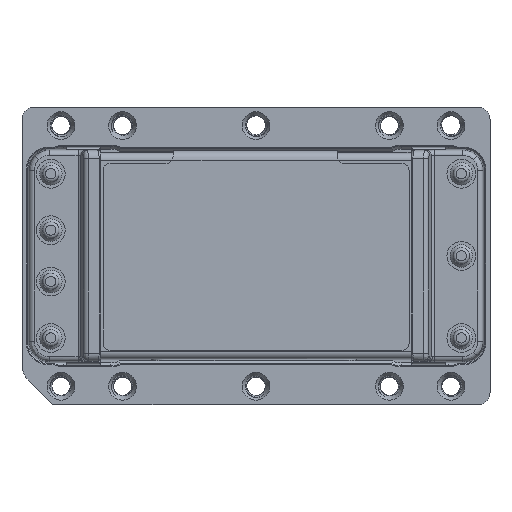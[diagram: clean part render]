
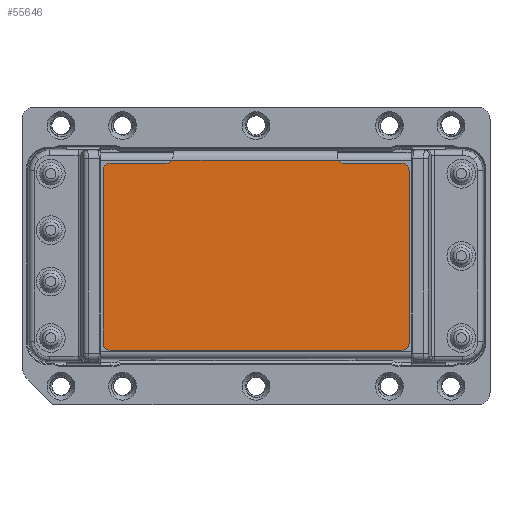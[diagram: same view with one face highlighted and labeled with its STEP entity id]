
A CAD part, top view. The second image highlights one B-rep face of the part: STEP entity #55646.
In plain terms, the highlighted planar face has unit normal (0, 0, 1).
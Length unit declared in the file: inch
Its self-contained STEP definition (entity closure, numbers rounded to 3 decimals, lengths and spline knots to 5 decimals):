
#19726 = CARTESIAN_POINT ( 'NONE',  ( -0.19352, 1.72868, -0.02891 ) ) ;
#19771 = CARTESIAN_POINT ( 'NONE',  ( -0.22852, 1.76368, -0.02891 ) ) ;
#19863 = CIRCLE ( 'NONE', #20060, 0.035 ) ;
#19939 = LINE ( 'NONE', #20138, #20136 ) ;
#20060 = AXIS2_PLACEMENT_3D ( 'NONE', #20179, #20166, #20164 ) ;
#20077 = DIRECTION ( 'NONE',  ( 0., 1., 0. ) ) ;
#20079 = VECTOR ( 'NONE', #20077, 39.37008 ) ;
#20081 = CARTESIAN_POINT ( 'NONE',  ( -0.19352, 1.72868, -0.02891 ) ) ;
#20082 = LINE ( 'NONE', #20081, #20079 ) ;
#20113 = CARTESIAN_POINT ( 'NONE',  ( -0.22852, 0.85368, -0.02891 ) ) ;
#20135 = DIRECTION ( 'NONE',  ( 0., -1., 0. ) ) ;
#20136 = VECTOR ( 'NONE', #20135, 39.37008 ) ;
#20138 = CARTESIAN_POINT ( 'NONE',  ( -1.68452, 1.72868, -0.02891 ) ) ;
#20143 = CARTESIAN_POINT ( 'NONE',  ( -1.68452, 0.88868, -0.02891 ) ) ;
#20164 = DIRECTION ( 'NONE',  ( 1., 0., 0. ) ) ;
#20166 = DIRECTION ( 'NONE',  ( 0., 0., 1. ) ) ;
#20179 = CARTESIAN_POINT ( 'NONE',  ( -0.22852, 0.88868, -0.02891 ) ) ;
#20196 = CARTESIAN_POINT ( 'NONE',  ( -0.19352, 0.88868, -0.02891 ) ) ;
#20362 = DIRECTION ( 'NONE',  ( 1., 0., 0. ) ) ;
#20364 = DIRECTION ( 'NONE',  ( 0., 0., 1. ) ) ;
#20366 = CARTESIAN_POINT ( 'NONE',  ( -0.22852, 1.72868, -0.02891 ) ) ;
#20368 = AXIS2_PLACEMENT_3D ( 'NONE', #20366, #20364, #20362 ) ;
#20383 = DIRECTION ( 'NONE',  ( -1., 0., 0. ) ) ;
#20385 = VECTOR ( 'NONE', #20383, 39.37008 ) ;
#20388 = CARTESIAN_POINT ( 'NONE',  ( -0.22852, 1.76368, -0.02891 ) ) ;
#20392 = LINE ( 'NONE', #20388, #20385 ) ;
#20444 = CARTESIAN_POINT ( 'NONE',  ( -0.50852, 1.76368, -0.02891 ) ) ;
#20455 = CIRCLE ( 'NONE', #20368, 0.035 ) ;
#20757 = CARTESIAN_POINT ( 'NONE',  ( -1.64952, 1.76368, -0.02891 ) ) ;
#20778 = CARTESIAN_POINT ( 'NONE',  ( -1.37852, 1.76368, -0.02891 ) ) ;
#20793 = VECTOR ( 'NONE', #20915, 39.37008 ) ;
#20805 = CARTESIAN_POINT ( 'NONE',  ( -1.68452, 1.72868, -0.02891 ) ) ;
#20819 = CIRCLE ( 'NONE', #20941, 0.035 ) ;
#20915 = DIRECTION ( 'NONE',  ( 1., 0., 0. ) ) ;
#20929 = CARTESIAN_POINT ( 'NONE',  ( -0.22852, 0.85368, -0.02891 ) ) ;
#20931 = LINE ( 'NONE', #20929, #20793 ) ;
#20934 = DIRECTION ( 'NONE',  ( 1., 0., 0. ) ) ;
#20937 = DIRECTION ( 'NONE',  ( 0., 0., 1. ) ) ;
#20939 = CARTESIAN_POINT ( 'NONE',  ( -1.64952, 0.88868, -0.02891 ) ) ;
#20941 = AXIS2_PLACEMENT_3D ( 'NONE', #20939, #20937, #20934 ) ;
#20945 = CARTESIAN_POINT ( 'NONE',  ( -1.64952, 0.85368, -0.02891 ) ) ;
#21097 = DIRECTION ( 'NONE',  ( 1., 0., 0. ) ) ;
#21100 = DIRECTION ( 'NONE',  ( 0., 0., -1. ) ) ;
#21116 = AXIS2_PLACEMENT_3D ( 'NONE', #21166, #21100, #21097 ) ;
#21166 = CARTESIAN_POINT ( 'NONE',  ( -1.37852, 1.79868, -0.02891 ) ) ;
#21172 = CIRCLE ( 'NONE', #21116, 0.035 ) ;
#21298 = CIRCLE ( 'NONE', #21501, 0.035 ) ;
#21362 = LINE ( 'NONE', #21485, #21483 ) ;
#21481 = DIRECTION ( 'NONE',  ( -1., 0., 0. ) ) ;
#21483 = VECTOR ( 'NONE', #21481, 39.37008 ) ;
#21485 = CARTESIAN_POINT ( 'NONE',  ( -1.37852, 1.76368, -0.02891 ) ) ;
#21497 = DIRECTION ( 'NONE',  ( -1., 0., 0. ) ) ;
#21499 = DIRECTION ( 'NONE',  ( 0., 0., 1. ) ) ;
#21501 = AXIS2_PLACEMENT_3D ( 'NONE', #21510, #21499, #21497 ) ;
#21510 = CARTESIAN_POINT ( 'NONE',  ( -1.64952, 1.72868, -0.02891 ) ) ;
#21517 = CARTESIAN_POINT ( 'NONE',  ( -1.34873, 1.7803, -0.02891 ) ) ;
#21800 = CARTESIAN_POINT ( 'NONE',  ( -0.53831, 1.7803, -0.02891 ) ) ;
#21845 = DIRECTION ( 'NONE',  ( 1., 0., 0. ) ) ;
#21847 = VECTOR ( 'NONE', #21845, 39.37008 ) ;
#21852 = LINE ( 'NONE', #21863, #21847 ) ;
#21863 = CARTESIAN_POINT ( 'NONE',  ( -1.64952, 1.7803, -0.02891 ) ) ;
#22738 = DIRECTION ( 'NONE',  ( 0., 0., -1. ) ) ;
#22826 = CARTESIAN_POINT ( 'NONE',  ( -0.50852, 1.79868, -0.02891 ) ) ;
#22843 = AXIS2_PLACEMENT_3D ( 'NONE', #23176, #23173, #23170 ) ;
#22859 = CIRCLE ( 'NONE', #22871, 0.035 ) ;
#22871 = AXIS2_PLACEMENT_3D ( 'NONE', #22826, #22738, #22993 ) ;
#22900 = FACE_OUTER_BOUND ( 'NONE', #55576, .T. ) ;
#22993 = DIRECTION ( 'NONE',  ( -1., 0., 0. ) ) ;
#23065 = PLANE ( 'NONE',  #22843 ) ;
#23170 = DIRECTION ( 'NONE',  ( -1., 0., 0. ) ) ;
#23173 = DIRECTION ( 'NONE',  ( 0., 0., 1. ) ) ;
#23176 = CARTESIAN_POINT ( 'NONE',  ( -1.64952, 1.72868, -0.02891 ) ) ;
#55381 = VERTEX_POINT ( 'NONE', #19726 ) ;
#55406 = VERTEX_POINT ( 'NONE', #19771 ) ;
#55410 = EDGE_CURVE ( 'NONE', #55477, #55411, #19939, .T. ) ;
#55411 = VERTEX_POINT ( 'NONE', #20143 ) ;
#55416 = VERTEX_POINT ( 'NONE', #20113 ) ;
#55417 = EDGE_CURVE ( 'NONE', #55431, #55381, #20082, .T. ) ;
#55427 = EDGE_CURVE ( 'NONE', #55416, #55431, #19863, .T. ) ;
#55431 = VERTEX_POINT ( 'NONE', #20196 ) ;
#55438 = VERTEX_POINT ( 'NONE', #20444 ) ;
#55442 = EDGE_CURVE ( 'NONE', #55406, #55438, #20392, .T. ) ;
#55444 = EDGE_CURVE ( 'NONE', #55381, #55406, #20455, .T. ) ;
#55463 = VERTEX_POINT ( 'NONE', #20778 ) ;
#55467 = VERTEX_POINT ( 'NONE', #20757 ) ;
#55477 = VERTEX_POINT ( 'NONE', #20805 ) ;
#55479 = EDGE_CURVE ( 'NONE', #55411, #55488, #20819, .T. ) ;
#55482 = EDGE_CURVE ( 'NONE', #55488, #55416, #20931, .T. ) ;
#55488 = VERTEX_POINT ( 'NONE', #20945 ) ;
#55498 = EDGE_CURVE ( 'NONE', #55526, #55463, #21172, .T. ) ;
#55525 = EDGE_CURVE ( 'NONE', #55467, #55477, #21298, .T. ) ;
#55526 = VERTEX_POINT ( 'NONE', #21517 ) ;
#55527 = EDGE_CURVE ( 'NONE', #55463, #55467, #21362, .T. ) ;
#55576 = EDGE_LOOP ( 'NONE', ( #55652, #55581, #55647, #55649, #55591, #55650, #55648, #55651, #55632, #55634, #55637, #55639 ) ) ;
#55579 = EDGE_CURVE ( 'NONE', #55526, #55582, #21852, .T. ) ;
#55581 = ORIENTED_EDGE ( 'NONE', *, *, #55498, .T. ) ;
#55582 = VERTEX_POINT ( 'NONE', #21800 ) ;
#55591 = ORIENTED_EDGE ( 'NONE', *, *, #55410, .T. ) ;
#55632 = ORIENTED_EDGE ( 'NONE', *, *, #55417, .T. ) ;
#55634 = ORIENTED_EDGE ( 'NONE', *, *, #55444, .T. ) ;
#55635 = EDGE_CURVE ( 'NONE', #55438, #55582, #22859, .T. ) ;
#55637 = ORIENTED_EDGE ( 'NONE', *, *, #55442, .T. ) ;
#55639 = ORIENTED_EDGE ( 'NONE', *, *, #55635, .T. ) ;
#55646 = ADVANCED_FACE ( 'NONE', ( #22900 ), #23065, .T. ) ;
#55647 = ORIENTED_EDGE ( 'NONE', *, *, #55527, .T. ) ;
#55648 = ORIENTED_EDGE ( 'NONE', *, *, #55482, .T. ) ;
#55649 = ORIENTED_EDGE ( 'NONE', *, *, #55525, .T. ) ;
#55650 = ORIENTED_EDGE ( 'NONE', *, *, #55479, .T. ) ;
#55651 = ORIENTED_EDGE ( 'NONE', *, *, #55427, .T. ) ;
#55652 = ORIENTED_EDGE ( 'NONE', *, *, #55579, .F. ) ;
